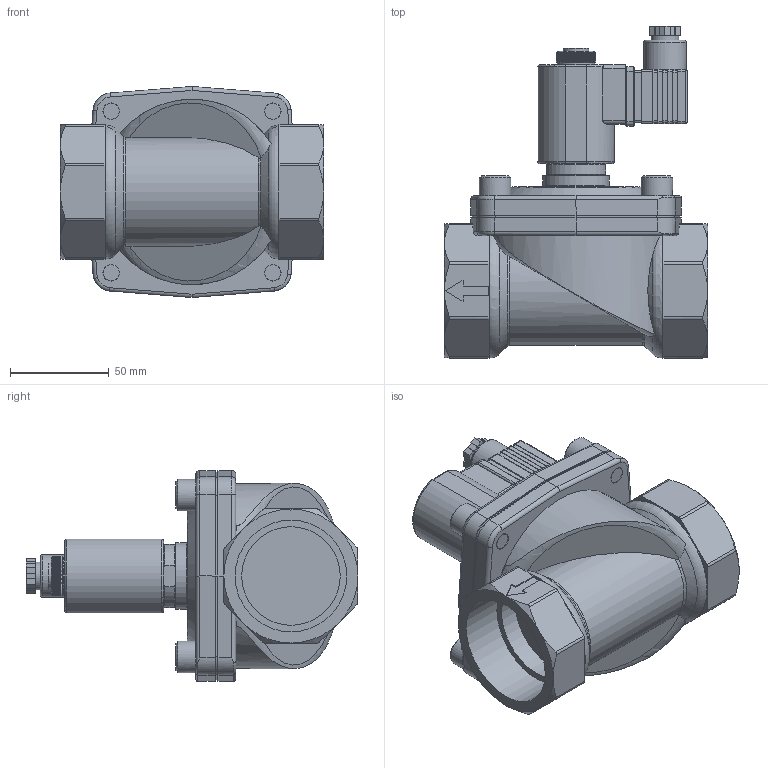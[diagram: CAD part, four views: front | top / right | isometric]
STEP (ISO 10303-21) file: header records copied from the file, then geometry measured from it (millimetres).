
FILE_DESCRIPTION((''),'2;1');
FILE_NAME('MZ1A50P050B23050.stp','2022-01-21T10:45:33',('RL'),(''),'Autodesk Inventor 2012','Autodesk Inventor 2012','');
FILE_SCHEMA(('AUTOMOTIVE_DESIGN { 1 0 10303 214 1 1 1 1 }'));
Length unit declared in the file: millimetre
Products named in the file (3): MZ1A50P050B230/50; MZ1A50E050B23050; GDA09 (1)
Assembly tree (2 placements, depth 2):
  MZ1A50P050B230/50
    MZ1A50E050B23050
    GDA09 (1)
Bounding box: 133.5 x 168.35 x 107 mm (x, y, z)
Volume: 659353.5 mm3; surface area: 96538.4 mm2
Topology: 3 solids, 7 shells, 927 faces, 2305 edges, 1441 vertices
Faces by surface type: plane 659, cylinder 189, cone 47, torus 32
Full cylindrical faces by diameter (mm): 1.7 x3, 2.459 x1, 3 x1, 3.2 x1, 5.5 x1, 6.6 x2, 7 x1, 8.376 x4, 8.5 x1, 10 x4, 10.5 x1, 11.1 x4, 11.2 x4, 13 x1, 14 x1, 16 x4, 19 x1, 20 x1, 21.5 x1, 22 x1, 29.8 x1, 33.8 x1, 50 x2, 56.656 x2
Entity records: 28633 total; most frequent: CARTESIAN_POINT 6148, ORIENTED_EDGE 4458, DIRECTION 4310, EDGE_CURVE 2229, AXIS2_PLACEMENT_3D 1476, VERTEX_POINT 1433, VECTOR 1358, LINE 1358
